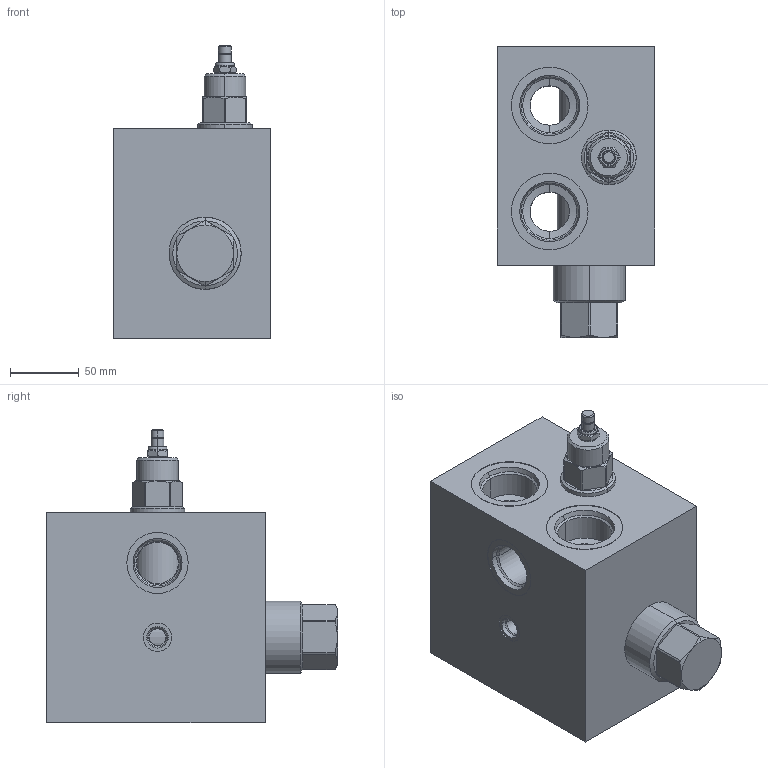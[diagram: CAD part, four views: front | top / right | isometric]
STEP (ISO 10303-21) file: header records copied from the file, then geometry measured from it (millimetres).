
FILE_DESCRIPTION((''),'2;1');
FILE_NAME('MANIFOLD_STP1_ASM','2009-12-17T',('Administrator'),(''),'PRO/ENGINEER BY PARAMETRIC TECHNOLOGY CORPORATION, 2006240','PRO/ENGINEER BY PARAMETRIC TECHNOLOGY CORPORATION, 2006240','');
FILE_SCHEMA(('CONFIG_CONTROL_DESIGN'));
Length unit declared in the file: inch
Products named in the file (3): 1527380010_PRT; XRJCLNN-AM_CART_PRT; MANIFOLD_STP1_ASM
Assembly tree (2 placements, depth 2):
  MANIFOLD_STP1_ASM
    1527380010_PRT
    XRJCLNN-AM_CART_PRT
Bounding box: 114.3 x 211.18 x 212.72 mm (x, y, z)
Surface area: 274842.8 mm2 (no closed solid volume)
Topology: 0 solids, 32 shells, 940 faces, 2348 edges, 1404 vertices
Faces by surface type: cylinder 453, torus 166, plane 161, cone 160
Entity records: 30506 total; most frequent: CARTESIAN_POINT 7746, DIRECTION 5116, ORIENTED_EDGE 4628, EDGE_CURVE 2332, AXIS2_PLACEMENT_3D 2306, VERTEX_POINT 1404, CIRCLE 1361, EDGE_LOOP 1071
